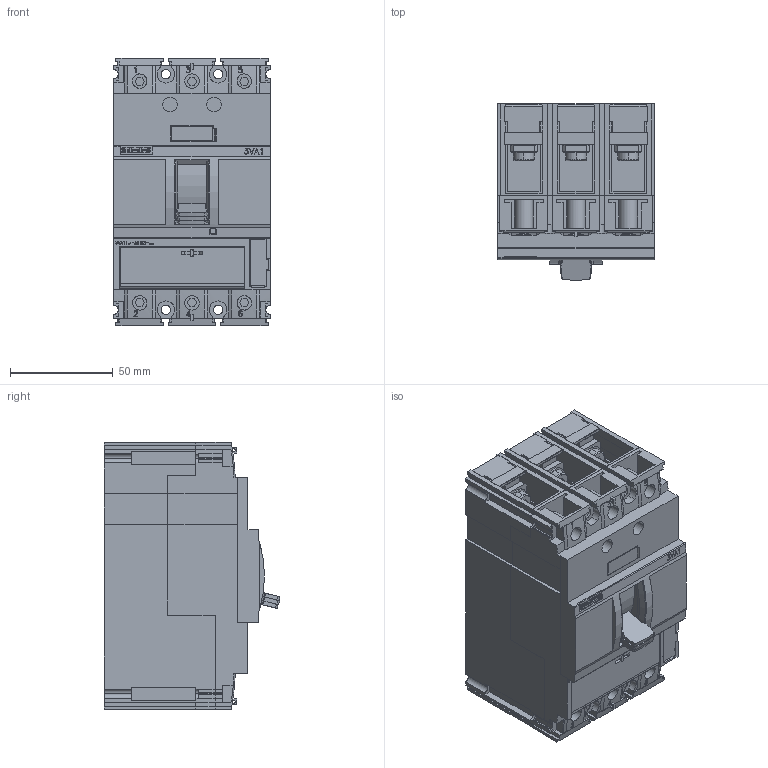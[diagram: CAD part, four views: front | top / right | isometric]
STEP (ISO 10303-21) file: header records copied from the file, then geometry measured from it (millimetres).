
FILE_DESCRIPTION(('no description'),'unknown implementation level');
FILE_NAME('3VA11xxxMH32_0103179_100__3D_v.stp',' ',('SIEMENS A&D'),('CADClick - KiM GmbH - www.kimweb.de'),'unknown preprocess','ACIS','unknown authorization');
FILE_SCHEMA(('automotive_design'));
Length unit declared in the file: millimetre
Products named in the file (1): 1
Bounding box: 76.2 x 85.56 x 130.12 mm (x, y, z)
Volume: 598193.6 mm3; surface area: 103250 mm2
Topology: 1 solids, 8 shells, 2167 faces, 6276 edges, 4161 vertices
Faces by surface type: plane 1760, cylinder 353, cone 30, torus 24
Entity records: 141156 total; most frequent: CARTESIAN_POINT 13471, STYLED_ITEM 12597, PRESENTATION_STYLE_ASSIGNMENT 12597, COLOUR_RGB 12597, ORIENTED_EDGE 12536, DIRECTION 11535, EDGE_CURVE 6268, CURVE_STYLE 6268
